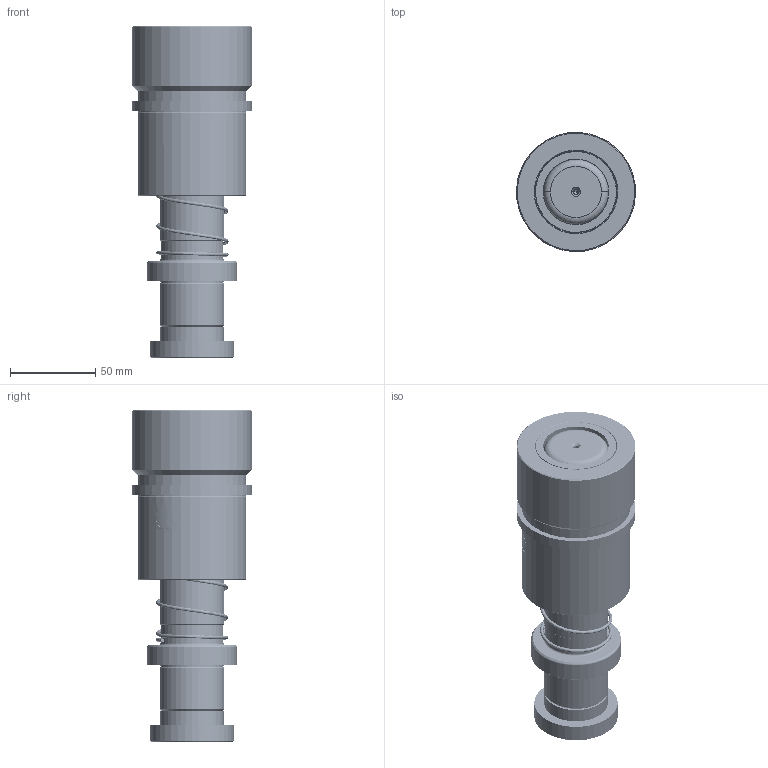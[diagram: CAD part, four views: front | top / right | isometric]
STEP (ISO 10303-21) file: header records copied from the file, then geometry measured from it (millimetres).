
FILE_DESCRIPTION (( 'STEP AP214' ), '1' );
FILE_NAME ('HTSH(HTJH)-D38-L150(BL-100).STEP', '2021-09-03T03:31:47', ( '' ), ( '' ), 'SwSTEP 2.0', 'SolidWorks 2016', '' );
FILE_SCHEMA (( 'AUTOMOTIVE_DESIGN' ));
Length unit declared in the file: millimetre
Products named in the file (295): BALL-D5; BSH-D47.5-38.5-L90郪蚾; TRP-D38-L150; DRP蹟簽D38; BSH-47.5-38.5-L90; TRB38-50-50; HTSH(HTJH)-D38-L150(BL-100); HWP-D42.5-d38.5-L80
Assembly tree (289 placements, depth 3):
  BALL-D5
  BALL-D5
  BALL-D5
  BALL-D5
  BALL-D5
Bounding box: 69.97 x 69.97 x 195 mm (x, y, z)
Volume: 449294.7 mm3; surface area: 144979.7 mm2
Topology: 285 solids, 285 shells, 1254 faces, 5421 edges, 3602 vertices
Faces by surface type: sphere 1120, cylinder 46, cone 34, plane 26, torus 14, bspline 14
Entity records: 59102 total; most frequent: CARTESIAN_POINT 35751, ORIENTED_EDGE 4104, DIRECTION 3494, EDGE_CURVE 2052, AXIS2_PLACEMENT_3D 1687, VERTEX_POINT 1350, EDGE_LOOP 1244, B_SPLINE_CURVE_WITH_KNOTS 1225
